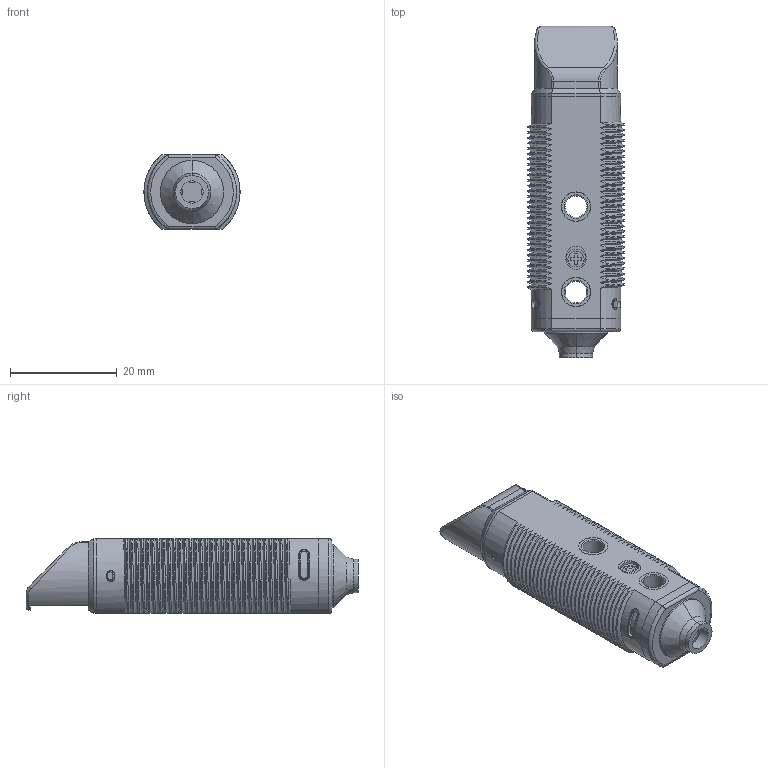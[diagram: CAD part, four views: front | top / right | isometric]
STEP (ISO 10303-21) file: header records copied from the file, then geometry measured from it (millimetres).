
FILE_DESCRIPTION((''),'2;1');
FILE_NAME('DISORIC_ASM','2013-11-04T',('DESSEN.CHEN'),(''),'PRO/ENGINEER BY PARAMETRIC TECHNOLOGY CORPORATION, 2010280','PRO/ENGINEER BY PARAMETRIC TECHNOLOGY CORPORATION, 2010280','');
FILE_SCHEMA(('CONFIG_CONTROL_DESIGN'));
Products named in the file (6): BODY; PCB; TUBE; SCREW-SIEMENS; SHELL-90; DISORIC_ASM
Assembly tree (6 placements, depth 2):
  DISORIC_ASM
    BODY
    PCB
    TUBE  x2
    SCREW-SIEMENS
    SHELL-90
Bounding box: 18 x 62.21 x 14 mm (x, y, z)
Volume: 3661.6 mm3; surface area: 17760.1 mm2
Topology: 13 solids, 26 shells, 753 faces, 2493 edges, 1804 vertices
Faces by surface type: plane 341, cylinder 207, bspline 158, torus 26, cone 13, extrusion 6, sphere 2
Entity records: 69270 total; most frequent: CARTESIAN_POINT 49433, ORIENTED_EDGE 4444, DIRECTION 3162, EDGE_CURVE 2473, VERTEX_POINT 1792, VECTOR 1182, LINE 1176, AXIS2_PLACEMENT_3D 990
